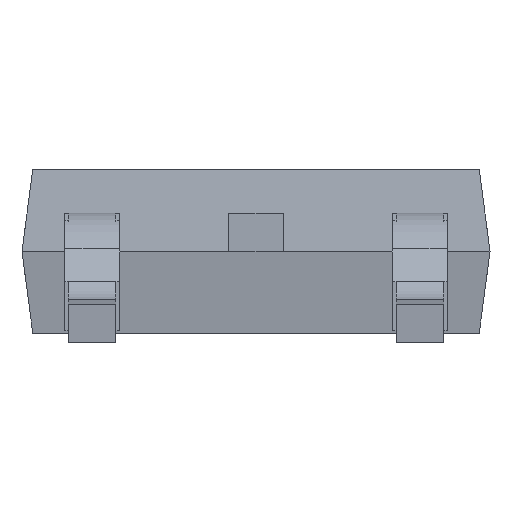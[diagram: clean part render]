
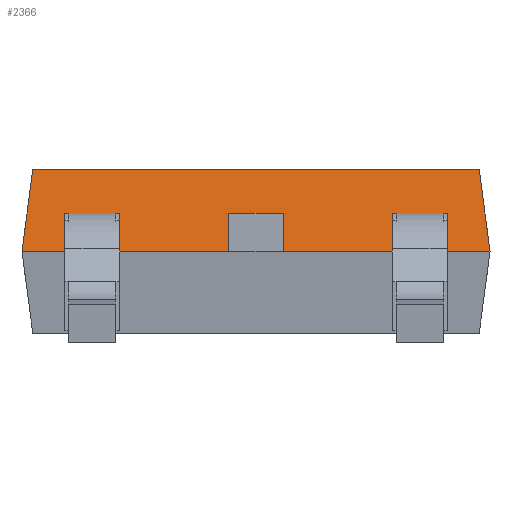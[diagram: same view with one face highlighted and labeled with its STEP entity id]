
A CAD part, front view. The second image highlights one B-rep face of the part: STEP entity #2366.
In plain terms, the highlighted planar face has unit normal (0, -0.991, 0.131).
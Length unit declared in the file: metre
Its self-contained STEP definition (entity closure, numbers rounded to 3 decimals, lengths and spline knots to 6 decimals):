
#1330 = EDGE_CURVE( '', #3789, #3790, #3791, .T. );
#1374 = EDGE_CURVE( '', #3868, #3790, #3869, .T. );
#1542 = EDGE_CURVE( '', #4151, #3668, #4152, .T. );
#1682 = EDGE_CURVE( '', #3774, #4387, #4388, .T. );
#1772 = EDGE_CURVE( '', #3882, #3774, #4529, .T. );
#1920 = EDGE_CURVE( '', #4756, #3690, #4757, .T. );
#1976 = EDGE_CURVE( '', #4381, #4839, #4840, .T. );
#1990 = EDGE_CURVE( '', #3691, #3668, #4857, .T. );
#2210 = EDGE_CURVE( '', #5161, #4756, #5162, .T. );
#2366 = ADVANCED_FACE( '', ( #5367 ), #5368, .T. );
#2698 = EDGE_CURVE( '', #3868, #3690, #5785, .T. );
#2758 = EDGE_CURVE( '', #4839, #3789, #5858, .T. );
#2872 = EDGE_CURVE( '', #3882, #4381, #5996, .T. );
#3020 = EDGE_CURVE( '', #5161, #3691, #6169, .T. );
#3022 = EDGE_CURVE( '', #4677, #4387, #6171, .T. );
#3214 = EDGE_CURVE( '', #6353, #4151, #6403, .T. );
#3248 = EDGE_CURVE( '', #6353, #4677, #6442, .T. );
#3668 = VERTEX_POINT( '', #6968 );
#3690 = VERTEX_POINT( '', #7006 );
#3691 = VERTEX_POINT( '', #7007 );
#3774 = VERTEX_POINT( '', #7142 );
#3789 = VERTEX_POINT( '', #7165 );
#3790 = VERTEX_POINT( '', #7166 );
#3791 = LINE( '', #7167, #7168 );
#3868 = VERTEX_POINT( '', #7283 );
#3869 = LINE( '', #7284, #7285 );
#3882 = VERTEX_POINT( '', #7303 );
#4151 = VERTEX_POINT( '', #7716 );
#4152 = LINE( '', #7717, #7718 );
#4381 = VERTEX_POINT( '', #8073 );
#4387 = VERTEX_POINT( '', #8085 );
#4388 = LINE( '', #8086, #8087 );
#4529 = LINE( '', #8322, #8323 );
#4677 = VERTEX_POINT( '', #8567 );
#4756 = VERTEX_POINT( '', #8700 );
#4757 = LINE( '', #8701, #8702 );
#4839 = VERTEX_POINT( '', #8836 );
#4840 = LINE( '', #8837, #8838 );
#4857 = LINE( '', #8871, #8872 );
#5161 = VERTEX_POINT( '', #9365 );
#5162 = LINE( '', #9366, #9367 );
#5367 = FACE_OUTER_BOUND( '', #9701, .T. );
#5368 = PLANE( '', #9702 );
#5785 = LINE( '', #10423, #10424 );
#5858 = LINE( '', #10549, #10550 );
#5996 = LINE( '', #10799, #10800 );
#6169 = LINE( '', #11100, #11101 );
#6171 = LINE( '', #11104, #11105 );
#6353 = VERTEX_POINT( '', #11416 );
#6403 = LINE( '', #11503, #11504 );
#6442 = LINE( '', #11568, #11569 );
#6968 = CARTESIAN_POINT( '', ( 0.001908, -0.003025, 0.001276 ) );
#7006 = CARTESIAN_POINT( '', ( -0.000382, -0.003025, 0.001276 ) );
#7007 = CARTESIAN_POINT( '', ( 0.000383, -0.003025, 0.001276 ) );
#7142 = CARTESIAN_POINT( '', ( 0.00312, -0.002875, 0.002418 ) );
#7165 = CARTESIAN_POINT( '', ( -0.002672, -0.002955, 0.001811 ) );
#7166 = CARTESIAN_POINT( '', ( -0.001907, -0.002955, 0.001811 ) );
#7167 = CARTESIAN_POINT( '', ( -0.002672, -0.002955, 0.001811 ) );
#7168 = VECTOR( '', #12343, 1. );
#7283 = CARTESIAN_POINT( '', ( -0.001907, -0.003025, 0.001276 ) );
#7284 = CARTESIAN_POINT( '', ( -0.001907, -0.003025, 0.001276 ) );
#7285 = VECTOR( '', #12413, 1. );
#7303 = CARTESIAN_POINT( '', ( -0.003119, -0.002875, 0.002418 ) );
#7716 = CARTESIAN_POINT( '', ( 0.001908, -0.002955, 0.001811 ) );
#7717 = CARTESIAN_POINT( '', ( 0.001908, -0.003025, 0.001276 ) );
#7718 = VECTOR( '', #12688, 1. );
#8073 = CARTESIAN_POINT( '', ( -0.003269, -0.003025, 0.001276 ) );
#8085 = CARTESIAN_POINT( '', ( 0.003271, -0.003025, 0.001276 ) );
#8086 = CARTESIAN_POINT( '', ( 0.003169, -0.002923, 0.002051 ) );
#8087 = VECTOR( '', #12878, 1. );
#8322 = CARTESIAN_POINT( '', ( -0.003269, -0.002875, 0.002418 ) );
#8323 = VECTOR( '', #13041, 1. );
#8567 = CARTESIAN_POINT( '', ( 0.002673, -0.003025, 0.001276 ) );
#8700 = CARTESIAN_POINT( '', ( -0.000382, -0.002955, 0.001811 ) );
#8701 = CARTESIAN_POINT( '', ( -0.000382, -0.003025, 0.001276 ) );
#8702 = VECTOR( '', #13305, 1. );
#8836 = CARTESIAN_POINT( '', ( -0.002672, -0.003025, 0.001276 ) );
#8837 = CARTESIAN_POINT( '', ( -0.003269, -0.003025, 0.001276 ) );
#8838 = VECTOR( '', #13386, 1. );
#8871 = CARTESIAN_POINT( '', ( -0.003269, -0.003025, 0.001276 ) );
#8872 = VECTOR( '', #13404, 1. );
#9365 = CARTESIAN_POINT( '', ( 0.000383, -0.002955, 0.001811 ) );
#9366 = CARTESIAN_POINT( '', ( 0.000383, -0.002955, 0.001811 ) );
#9367 = VECTOR( '', #13806, 1. );
#9701 = EDGE_LOOP( '', ( #14140, #14141, #14142, #14143, #14144, #14145, #14146, #14147, #14148, #14149, #14150, #14151, #14152, #14153, #14154, #14155 ) );
#9702 = AXIS2_PLACEMENT_3D( '', #14156, #14157, #14158 );
#10423 = CARTESIAN_POINT( '', ( -0.003269, -0.003025, 0.001276 ) );
#10424 = VECTOR( '', #14741, 1. );
#10549 = CARTESIAN_POINT( '', ( -0.002672, -0.003025, 0.001276 ) );
#10550 = VECTOR( '', #14842, 1. );
#10799 = CARTESIAN_POINT( '', ( -0.003269, -0.003025, 0.001276 ) );
#10800 = VECTOR( '', #15070, 1. );
#11100 = CARTESIAN_POINT( '', ( 0.000383, -0.003025, 0.001276 ) );
#11101 = VECTOR( '', #15345, 1. );
#11104 = CARTESIAN_POINT( '', ( -0.003269, -0.003025, 0.001276 ) );
#11105 = VECTOR( '', #15346, 1. );
#11416 = CARTESIAN_POINT( '', ( 0.002673, -0.002955, 0.001811 ) );
#11503 = CARTESIAN_POINT( '', ( 0.002673, -0.002955, 0.001811 ) );
#11504 = VECTOR( '', #15734, 1. );
#11568 = CARTESIAN_POINT( '', ( 0.002673, -0.003025, 0.001276 ) );
#11569 = VECTOR( '', #15785, 1. );
#12343 = DIRECTION( '', ( 1., 0., 0. ) );
#12413 = DIRECTION( '', ( 0., 0.131, 0.991 ) );
#12688 = DIRECTION( '', ( 0., -0.131, -0.991 ) );
#12878 = DIRECTION( '', ( 0.129, -0.129, -0.983 ) );
#13041 = DIRECTION( '', ( 1., 0., 0. ) );
#13305 = DIRECTION( '', ( 0., -0.131, -0.991 ) );
#13386 = DIRECTION( '', ( 1., 0., 0. ) );
#13404 = DIRECTION( '', ( 1., 0., 0. ) );
#13806 = DIRECTION( '', ( -1., 0., 0. ) );
#14140 = ORIENTED_EDGE( '', *, *, #1976, .T. );
#14141 = ORIENTED_EDGE( '', *, *, #2758, .T. );
#14142 = ORIENTED_EDGE( '', *, *, #1330, .T. );
#14143 = ORIENTED_EDGE( '', *, *, #1374, .F. );
#14144 = ORIENTED_EDGE( '', *, *, #2698, .T. );
#14145 = ORIENTED_EDGE( '', *, *, #1920, .F. );
#14146 = ORIENTED_EDGE( '', *, *, #2210, .F. );
#14147 = ORIENTED_EDGE( '', *, *, #3020, .T. );
#14148 = ORIENTED_EDGE( '', *, *, #1990, .T. );
#14149 = ORIENTED_EDGE( '', *, *, #1542, .F. );
#14150 = ORIENTED_EDGE( '', *, *, #3214, .F. );
#14151 = ORIENTED_EDGE( '', *, *, #3248, .T. );
#14152 = ORIENTED_EDGE( '', *, *, #3022, .T. );
#14153 = ORIENTED_EDGE( '', *, *, #1682, .F. );
#14154 = ORIENTED_EDGE( '', *, *, #1772, .F. );
#14155 = ORIENTED_EDGE( '', *, *, #2872, .T. );
#14156 = CARTESIAN_POINT( '', ( -0.003269, -0.003025, 0.001276 ) );
#14157 = DIRECTION( '', ( 0., -0.991, 0.131 ) );
#14158 = DIRECTION( '', ( -1., 0., 0. ) );
#14741 = DIRECTION( '', ( 1., 0., 0. ) );
#14842 = DIRECTION( '', ( 0., 0.131, 0.991 ) );
#15070 = DIRECTION( '', ( -0.129, -0.129, -0.983 ) );
#15345 = DIRECTION( '', ( 0., -0.131, -0.991 ) );
#15346 = DIRECTION( '', ( 1., 0., 0. ) );
#15734 = DIRECTION( '', ( -1., 0., 0. ) );
#15785 = DIRECTION( '', ( 0., -0.131, -0.991 ) );
